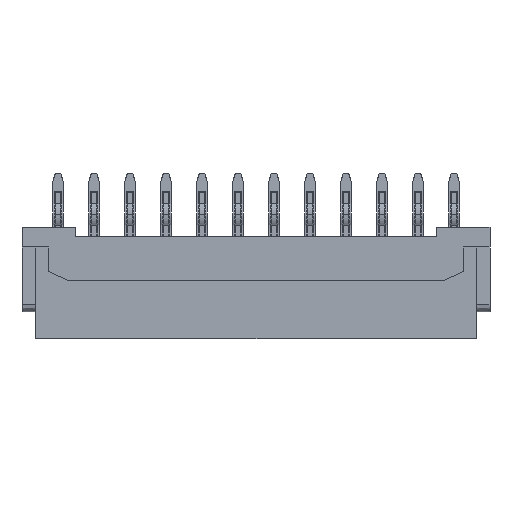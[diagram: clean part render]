
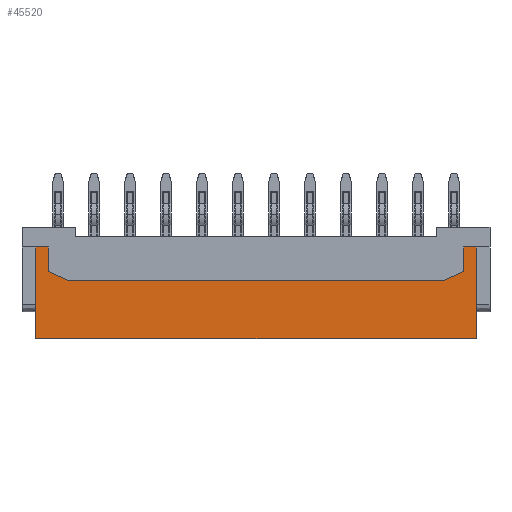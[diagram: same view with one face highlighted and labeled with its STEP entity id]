
A CAD part, front view. The second image highlights one B-rep face of the part: STEP entity #45520.
In plain terms, the highlighted planar face has unit normal (0, -1, 0).
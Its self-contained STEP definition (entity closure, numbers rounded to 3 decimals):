
#5230=CARTESIAN_POINT('',(-28.404,-1.785,3.25));
#5240=VERTEX_POINT('',#5230);
#5270=CARTESIAN_POINT('',(-28.,-1.785,3.062));
#5280=DIRECTION('',(-0.907,0.,0.422));
#5290=VECTOR('',#5280,1.);
#5300=LINE('',#5270,#5290);
#5310=CARTESIAN_POINT('',(-29.479,-1.785,3.75));
#5320=VERTEX_POINT('',#5310);
#5330=EDGE_CURVE('',#5240,#5320,#5300,.T.);
#44740=CARTESIAN_POINT('',(-33.926,-1.785,
0.));
#44750=DIRECTION('',(0.,-1.,0.));
#44760=DIRECTION('',(1.,0.,0.));
#44770=AXIS2_PLACEMENT_3D('',#44740,#44750,#44760);
#44780=PLANE('',#44770);
#44790=CARTESIAN_POINT('',(-30.179,-1.785,0.));
#44800=DIRECTION('',(0.,0.,1.));
#44810=VECTOR('',#44800,1.);
#44820=LINE('',#44790,#44810);
#44830=CARTESIAN_POINT('',(-30.179,-1.785,0.));
#44840=VERTEX_POINT('',#44830);
#44850=CARTESIAN_POINT('',(-30.179,-1.785,5.1));
#44860=VERTEX_POINT('',#44850);
#44870=EDGE_CURVE('',#44840,#44860,#44820,.T.);
#44880=ORIENTED_EDGE('',*,*,#44870,.F.);
#44890=CARTESIAN_POINT('',(-28.,-1.785,5.1));
#44900=DIRECTION('',(-1.,0.,0.));
#44910=VECTOR('',#44900,1.);
#44920=LINE('',#44890,#44910);
#44930=CARTESIAN_POINT('',(-29.479,-1.785,5.1));
#44940=VERTEX_POINT('',#44930);
#44950=EDGE_CURVE('',#44940,#44860,#44920,.T.);
#44960=ORIENTED_EDGE('',*,*,#44950,.T.);
#44970=CARTESIAN_POINT('',(-29.479,-1.785,0.));
#44980=DIRECTION('',(0.,0.,1.));
#44990=VECTOR('',#44980,1.);
#45000=LINE('',#44970,#44990);
#45010=EDGE_CURVE('',#5320,#44940,#45000,.T.);
#45020=ORIENTED_EDGE('',*,*,#45010,.T.);
#45030=ORIENTED_EDGE('',*,*,#5330,.T.);
#45040=CARTESIAN_POINT('',(-38.179,-1.785,3.25));
#45050=DIRECTION('',(1.,0.,0.));
#45060=VECTOR('',#45050,1.);
#45070=LINE('',#45040,#45060);
#45080=CARTESIAN_POINT('',(-7.454,-1.785,3.25));
#45090=VERTEX_POINT('',#45080);
#45100=EDGE_CURVE('',#5240,#45090,#45070,.T.);
#45110=ORIENTED_EDGE('',*,*,#45100,.F.);
#45120=CARTESIAN_POINT('',(-7.858,-1.785,3.062));
#45130=DIRECTION('',(0.907,0.,
0.422));
#45140=VECTOR('',#45130,1.);
#45150=LINE('',#45120,#45140);
#45160=CARTESIAN_POINT('',(-6.379,-1.785,3.75));
#45170=VERTEX_POINT('',#45160);
#45180=EDGE_CURVE('',#45090,#45170,#45150,.T.);
#45190=ORIENTED_EDGE('',*,*,#45180,.F.);
#45200=CARTESIAN_POINT('',(-6.379,-1.785,0.));
#45210=DIRECTION('',(0.,0.,1.));
#45220=VECTOR('',#45210,1.);
#45230=LINE('',#45200,#45220);
#45240=CARTESIAN_POINT('',(-6.379,-1.785,5.1));
#45250=VERTEX_POINT('',#45240);
#45260=EDGE_CURVE('',#45170,#45250,#45230,.T.);
#45270=ORIENTED_EDGE('',*,*,#45260,.F.);
#45280=CARTESIAN_POINT('',(-7.858,-1.785,5.1));
#45290=DIRECTION('',(1.,0.,0.));
#45300=VECTOR('',#45290,1.);
#45310=LINE('',#45280,#45300);
#45320=CARTESIAN_POINT('',(-5.679,-1.785,5.1));
#45330=VERTEX_POINT('',#45320);
#45340=EDGE_CURVE('',#45250,#45330,#45310,.T.);
#45350=ORIENTED_EDGE('',*,*,#45340,.F.);
#45360=CARTESIAN_POINT('',(-5.679,-1.785,0.));
#45370=DIRECTION('',(0.,0.,1.));
#45380=VECTOR('',#45370,1.);
#45390=LINE('',#45360,#45380);
#45400=CARTESIAN_POINT('',(-5.679,-1.785,
0.));
#45410=VERTEX_POINT('',#45400);
#45420=EDGE_CURVE('',#45410,#45330,#45390,.T.);
#45430=ORIENTED_EDGE('',*,*,#45420,.T.);
#45440=CARTESIAN_POINT('',(-36.029,-1.785,0.));
#45450=DIRECTION('',(-1.,0.,0.));
#45460=VECTOR('',#45450,1.);
#45470=LINE('',#45440,#45460);
#45480=EDGE_CURVE('',#45410,#44840,#45470,.T.);
#45490=ORIENTED_EDGE('',*,*,#45480,.F.);
#45500=EDGE_LOOP('',(#45490,#45430,#45350,#45270,#45190,#45110,#45030,
#45020,#44960,#44880));
#45510=FACE_OUTER_BOUND('',#45500,.T.);
#45520=ADVANCED_FACE('',(#45510),#44780,.T.);
